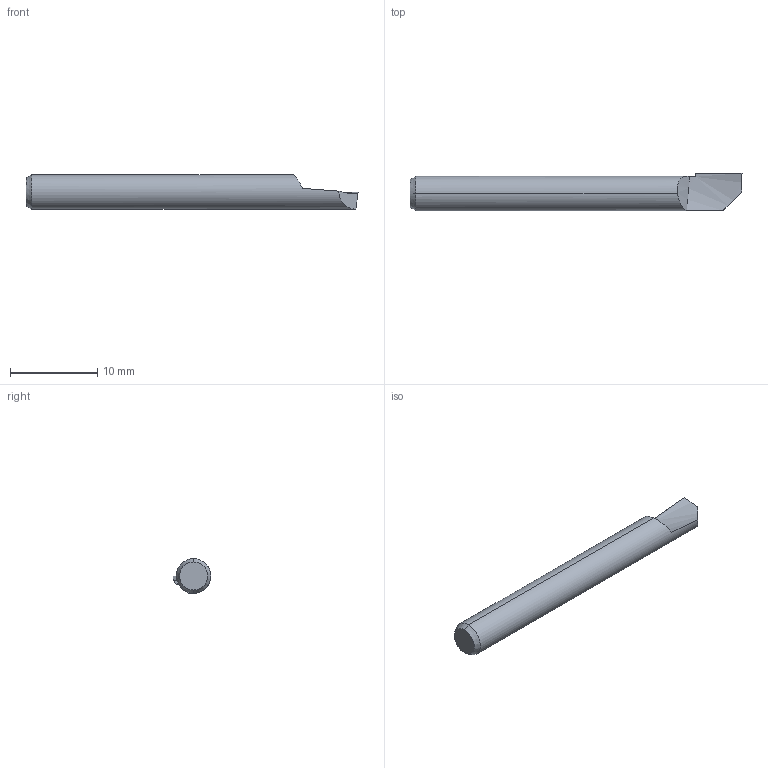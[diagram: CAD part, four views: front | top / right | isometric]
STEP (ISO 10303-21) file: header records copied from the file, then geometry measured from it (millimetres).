
FILE_DESCRIPTION (( 'STEP AP203' ), '1' );
FILE_NAME ('215745-HB180.STEP', '2024-07-31T17:39:54', ( '' ), ( '' ), 'SwSTEP 2.0', 'SolidWorks 2024', '' );
FILE_SCHEMA (( 'CONFIG_CONTROL_DESIGN' ));
Length unit declared in the file: inch
Products named in the file (1): 215745-HB180
Bounding box: 38.1 x 4.32 x 3.96 mm (x, y, z)
Volume: 419.2 mm3; surface area: 473.6 mm2
Topology: 1 solids, 1 shells, 17 faces, 41 edges, 26 vertices
Faces by surface type: plane 8, bspline 4, cylinder 3, cone 2
Entity records: 651 total; most frequent: CARTESIAN_POINT 239, ORIENTED_EDGE 82, DIRECTION 55, EDGE_CURVE 41, VERTEX_POINT 26, AXIS2_PLACEMENT_3D 23, ADVANCED_FACE 17, FACE_OUTER_BOUND 17
